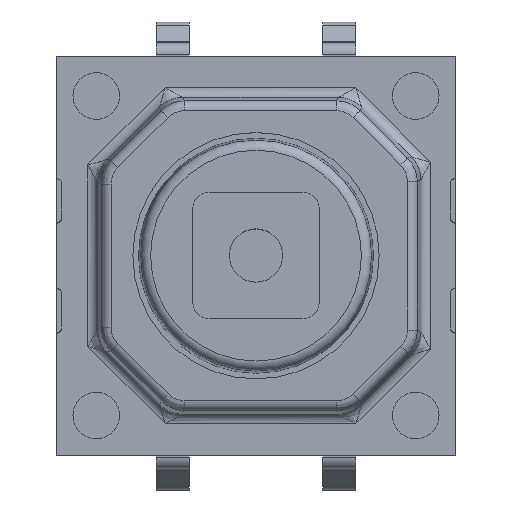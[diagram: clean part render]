
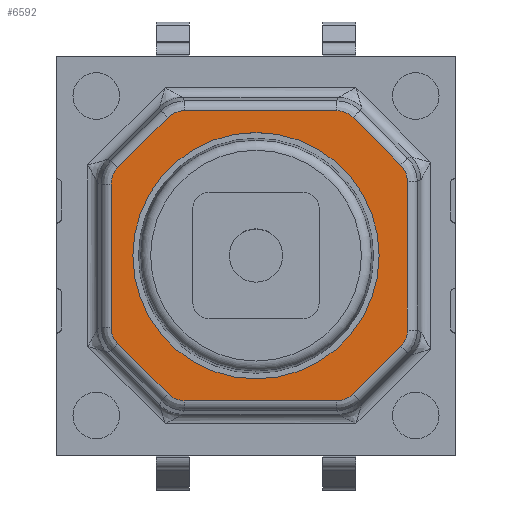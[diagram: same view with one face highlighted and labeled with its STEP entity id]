
A CAD part, top view. The second image highlights one B-rep face of the part: STEP entity #6592.
In plain terms, the highlighted planar face has unit normal (0, 0, 1).
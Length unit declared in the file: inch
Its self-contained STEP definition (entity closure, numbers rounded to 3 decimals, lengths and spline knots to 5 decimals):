
#108=ELLIPSE('',#7166,0.02806,0.02756);
#114=ELLIPSE('',#7180,0.02806,0.02756);
#118=ELLIPSE('',#7191,0.02806,0.02756);
#122=ELLIPSE('',#7202,0.02806,0.02756);
#126=ELLIPSE('',#7213,0.02806,0.02756);
#130=ELLIPSE('',#7224,0.02806,0.02756);
#134=ELLIPSE('',#7235,0.02806,0.02756);
#138=ELLIPSE('',#7246,0.02806,0.02756);
#232=FACE_BOUND('',#1116,.T.);
#372=PLANE('',#7251);
#683=FACE_OUTER_BOUND('',#1115,.T.);
#1115=EDGE_LOOP('',(#5585,#5586,#5587,#5588,#5589,#5590,#5591,#5592,#5593,
#5594,#5595,#5596,#5597,#5598,#5599,#5600));
#1116=EDGE_LOOP('',(#5601));
#1659=LINE('',#10977,#2188);
#1664=LINE('',#11039,#2193);
#1669=LINE('',#11101,#2198);
#1674=LINE('',#11163,#2203);
#1679=LINE('',#11225,#2208);
#1684=LINE('',#11287,#2213);
#1689=LINE('',#11349,#2218);
#1692=LINE('',#11402,#2221);
#2188=VECTOR('',#8773,0.3937);
#2193=VECTOR('',#8800,0.3937);
#2198=VECTOR('',#8827,0.3937);
#2203=VECTOR('',#8854,0.3937);
#2208=VECTOR('',#8881,0.3937);
#2213=VECTOR('',#8908,0.3937);
#2218=VECTOR('',#8935,0.3937);
#2221=VECTOR('',#8954,0.3937);
#2520=CIRCLE('',#7252,0.14567);
#3051=VERTEX_POINT('',#10927);
#3054=VERTEX_POINT('',#10932);
#3060=VERTEX_POINT('',#10976);
#3061=VERTEX_POINT('',#10999);
#3066=VERTEX_POINT('',#11038);
#3067=VERTEX_POINT('',#11061);
#3072=VERTEX_POINT('',#11100);
#3073=VERTEX_POINT('',#11123);
#3078=VERTEX_POINT('',#11162);
#3079=VERTEX_POINT('',#11185);
#3084=VERTEX_POINT('',#11224);
#3085=VERTEX_POINT('',#11247);
#3090=VERTEX_POINT('',#11286);
#3091=VERTEX_POINT('',#11309);
#3096=VERTEX_POINT('',#11348);
#3097=VERTEX_POINT('',#11371);
#3099=VERTEX_POINT('',#11404);
#3862=EDGE_CURVE('',#3054,#3051,#108,.T.);
#3874=EDGE_CURVE('',#3051,#3060,#1659,.T.);
#3878=EDGE_CURVE('',#3060,#3061,#114,.T.);
#3886=EDGE_CURVE('',#3061,#3066,#1664,.T.);
#3890=EDGE_CURVE('',#3066,#3067,#118,.T.);
#3898=EDGE_CURVE('',#3067,#3072,#1669,.T.);
#3902=EDGE_CURVE('',#3072,#3073,#122,.T.);
#3910=EDGE_CURVE('',#3073,#3078,#1674,.T.);
#3914=EDGE_CURVE('',#3078,#3079,#126,.T.);
#3922=EDGE_CURVE('',#3079,#3084,#1679,.T.);
#3926=EDGE_CURVE('',#3084,#3085,#130,.T.);
#3934=EDGE_CURVE('',#3085,#3090,#1684,.T.);
#3938=EDGE_CURVE('',#3090,#3091,#134,.T.);
#3946=EDGE_CURVE('',#3091,#3096,#1689,.T.);
#3950=EDGE_CURVE('',#3096,#3097,#138,.T.);
#3954=EDGE_CURVE('',#3097,#3054,#1692,.T.);
#3955=EDGE_CURVE('',#3099,#3099,#2520,.T.);
#5585=ORIENTED_EDGE('',*,*,#3862,.F.);
#5586=ORIENTED_EDGE('',*,*,#3954,.F.);
#5587=ORIENTED_EDGE('',*,*,#3950,.F.);
#5588=ORIENTED_EDGE('',*,*,#3946,.F.);
#5589=ORIENTED_EDGE('',*,*,#3938,.F.);
#5590=ORIENTED_EDGE('',*,*,#3934,.F.);
#5591=ORIENTED_EDGE('',*,*,#3926,.F.);
#5592=ORIENTED_EDGE('',*,*,#3922,.F.);
#5593=ORIENTED_EDGE('',*,*,#3914,.F.);
#5594=ORIENTED_EDGE('',*,*,#3910,.F.);
#5595=ORIENTED_EDGE('',*,*,#3902,.F.);
#5596=ORIENTED_EDGE('',*,*,#3898,.F.);
#5597=ORIENTED_EDGE('',*,*,#3890,.F.);
#5598=ORIENTED_EDGE('',*,*,#3886,.F.);
#5599=ORIENTED_EDGE('',*,*,#3878,.F.);
#5600=ORIENTED_EDGE('',*,*,#3874,.F.);
#5601=ORIENTED_EDGE('',*,*,#3955,.T.);
#6592=ADVANCED_FACE('',(#683,#232),#372,.T.);
#7166=AXIS2_PLACEMENT_3D('',#10934,#8745,#8746);
#7180=AXIS2_PLACEMENT_3D('',#11003,#8780,#8781);
#7191=AXIS2_PLACEMENT_3D('',#11065,#8807,#8808);
#7202=AXIS2_PLACEMENT_3D('',#11127,#8834,#8835);
#7213=AXIS2_PLACEMENT_3D('',#11189,#8861,#8862);
#7224=AXIS2_PLACEMENT_3D('',#11251,#8888,#8889);
#7235=AXIS2_PLACEMENT_3D('',#11313,#8915,#8916);
#7246=AXIS2_PLACEMENT_3D('',#11375,#8942,#8943);
#7251=AXIS2_PLACEMENT_3D('',#11403,#8955,#8956);
#7252=AXIS2_PLACEMENT_3D('',#11405,#8957,#8958);
#8745=DIRECTION('center_axis',(0.,0.,
-1.));
#8746=DIRECTION('ref_axis',(-0.924,-0.383,0.));
#8773=DIRECTION('',(0.,1.,0.));
#8780=DIRECTION('center_axis',(0.,0.,
-1.));
#8781=DIRECTION('ref_axis',(-0.924,0.383,0.));
#8800=DIRECTION('',(0.707,0.707,0.));
#8807=DIRECTION('center_axis',(0.,0.,
-1.));
#8808=DIRECTION('ref_axis',(-0.383,0.924,0.));
#8827=DIRECTION('',(1.,0.,0.));
#8834=DIRECTION('center_axis',(0.,0.,
-1.));
#8835=DIRECTION('ref_axis',(0.383,0.924,0.));
#8854=DIRECTION('',(0.707,-0.707,0.));
#8861=DIRECTION('center_axis',(0.,0.,
-1.));
#8862=DIRECTION('ref_axis',(0.924,0.383,0.));
#8881=DIRECTION('',(0.,-1.,0.));
#8888=DIRECTION('center_axis',(0.,0.,
-1.));
#8889=DIRECTION('ref_axis',(0.924,-0.383,0.));
#8908=DIRECTION('',(-0.707,-0.707,0.));
#8915=DIRECTION('center_axis',(0.,0.,
-1.));
#8916=DIRECTION('ref_axis',(0.383,-0.924,0.));
#8935=DIRECTION('',(-1.,0.,0.));
#8942=DIRECTION('center_axis',(0.,0.,
-1.));
#8943=DIRECTION('ref_axis',(-0.383,-0.924,0.));
#8954=DIRECTION('',(-0.707,0.707,0.));
#8955=DIRECTION('center_axis',(0.,0.,
1.));
#8956=DIRECTION('ref_axis',(-1.,0.,0.));
#8957=DIRECTION('center_axis',(0.,0.,
-1.));
#8958=DIRECTION('ref_axis',(1.,0.,0.));
#10927=CARTESIAN_POINT('',(-0.37089,-0.27985,0.18631));
#10932=CARTESIAN_POINT('',(-0.36294,-0.29905,0.18631));
#10934=CARTESIAN_POINT('Origin',(-0.34291,-0.2795,
0.18631));
#10976=CARTESIAN_POINT('',(-0.37089,-0.11021,0.18631));
#10977=CARTESIAN_POINT('',(-0.37089,-0.14337,0.18631));
#10999=CARTESIAN_POINT('',(-0.36294,-0.09102,0.18631));
#11003=CARTESIAN_POINT('Origin',(-0.34291,-0.11056,
0.18631));
#11038=CARTESIAN_POINT('',(-0.30348,-0.03155,0.18631));
#11039=CARTESIAN_POINT('',(-0.3118,-0.03987,0.18631));
#11061=CARTESIAN_POINT('',(-0.28428,-0.0236,0.18631));
#11065=CARTESIAN_POINT('Origin',(-0.28394,-0.05159,
0.18631));
#11100=CARTESIAN_POINT('',(-0.10384,-0.0236,0.18631));
#11101=CARTESIAN_POINT('',(-0.1478,-0.0236,0.18631));
#11123=CARTESIAN_POINT('',(-0.08465,-0.03155,0.18631));
#11127=CARTESIAN_POINT('Origin',(-0.10419,-0.05159,
0.18631));
#11162=CARTESIAN_POINT('',(-0.02835,-0.08786,0.18631));
#11163=CARTESIAN_POINT('',(-0.03891,-0.0773,0.18631));
#11185=CARTESIAN_POINT('',(-0.0204,-0.10705,0.18631));
#11189=CARTESIAN_POINT('Origin',(-0.04838,-0.1074,
0.18631));
#11224=CARTESIAN_POINT('',(-0.0204,-0.28302,0.18631));
#11225=CARTESIAN_POINT('',(-0.0204,-0.2467,0.18631));
#11247=CARTESIAN_POINT('',(-0.02835,-0.30221,0.18631));
#11251=CARTESIAN_POINT('Origin',(-0.04838,-0.28267,
0.18631));
#11286=CARTESIAN_POINT('',(-0.08465,-0.35851,0.18631));
#11287=CARTESIAN_POINT('',(-0.08173,-0.35559,0.18631));
#11309=CARTESIAN_POINT('',(-0.10384,-0.36646,0.18631));
#11313=CARTESIAN_POINT('Origin',(-0.10419,-0.33848,
0.18631));
#11348=CARTESIAN_POINT('',(-0.28428,-0.36646,0.18631));
#11349=CARTESIAN_POINT('',(-0.25113,-0.36646,0.18631));
#11371=CARTESIAN_POINT('',(-0.30348,-0.35851,0.18631));
#11375=CARTESIAN_POINT('Origin',(-0.28394,-0.33848,
0.18631));
#11402=CARTESIAN_POINT('',(-0.35462,-0.30737,0.18631));
#11403=CARTESIAN_POINT('Origin',(-0.19946,-0.19503,
0.18631));
#11404=CARTESIAN_POINT('',(-0.34513,-0.19503,0.18631));
#11405=CARTESIAN_POINT('Origin',(-0.19946,-0.19503,
0.18631));
